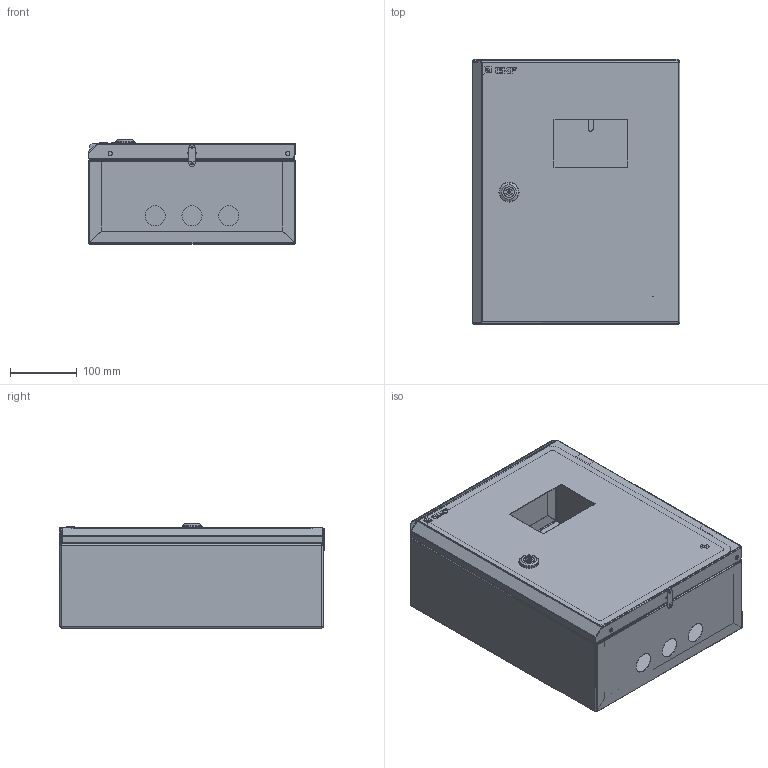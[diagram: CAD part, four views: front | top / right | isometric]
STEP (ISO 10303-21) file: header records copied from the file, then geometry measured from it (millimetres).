
FILE_DESCRIPTION (( 'STEP AP214' ), '1' );
FILE_NAME ('ÙÓ 3-1-0 395õ310õ150iP54 ÌÈ-515.00.00.000 ÑÁ.STEP', '2017-08-29T08:29:52', ( 'Admin' ), ( '' ), 'SwSTEP 2.0', 'SolidWorks 2017', '' );
FILE_SCHEMA (( 'AUTOMOTIVE_DESIGN' ));
Length unit declared in the file: millimetre
Products named in the file (25): Çàìîê áîëüøîé; Êîðïóñ â ñáîðå ÌÈ-515.01.00.000 ÑÁ; ﾌﾈ-515.01.00.002 ﾊ鰀靍裲; ÌÈ-515.01.02.000 Ñòåíêà íèæíÿÿ â ñáîðå; Ïåòëÿ ÙÓ 1_1.01.01.02; Ñòåíêà íèæíÿÿ ÌÈ-515.01.02.001_áâ¥­ª  ¢¥àå­ïï; split pin_din_DIN 94-4x56-C-St; Ñòåíêà âåðõíÿÿ ÌÈ-514.01.00.001; ÌÈ-515.03.00.000 Ïàíåëü â ñáîðå; Ñòåíêà çàäíÿÿ â ñáîðå ÌÈ-515.01.01.000 ÑÁ; cross ph tapping 968_din_Screw DIN 968-ST4.2x13-C-H-N; DIN-ðåéêà; Øïèëüêà Ì6õ12; 眈翴錪 昈-515.03.00.001; Øïèëüêà îáìåäíåííàÿ Ì6õ20; rivet 02_din_DIN 660-5x8-St-A-2; Ñòåíêà çàäíÿÿ ÌÈ-515.01.01.001; hex flange nut_din_Hexagon Flange Nut DIN 6923 - M6 - N; Íàâåñêà íà êîðïóñ ïîä êëåïêó; ÙÓ 3-1-0 395õ310õ150iP54 ÌÈ-515.00.00.000 ÑÁ; Äâåðü â ñáîðå ÌÈ-515.02.00.000 ÑÁ_„¢¥àì á ¢ëá¢®¡®¦¤¥­¨ï¬¨; 呧蜦 3D; ﾄ粢 ﾌﾈ-515.02.00.001; Ïåòëÿ íà äâåðü ï-îáðàçíàÿ; ÓÊ íà äâåðü
Assembly tree (40 placements, depth 4):
  ÙÓ 3-1-0 395õ310õ150iP54 ÌÈ-515.00.00.000 ÑÁ
    Êîðïóñ â ñáîðå ÌÈ-515.01.00.000 ÑÁ
      Ñòåíêà çàäíÿÿ â ñáîðå ÌÈ-515.01.01.000 ÑÁ
        Ñòåíêà çàäíÿÿ ÌÈ-515.01.01.001
        Øïèëüêà îáìåäíåííàÿ Ì6õ20  x4
        Øïèëüêà Ì6õ12
      Ñòåíêà âåðõíÿÿ ÌÈ-514.01.00.001
      ÌÈ-515.01.02.000 Ñòåíêà íèæíÿÿ â ñáîðå
        Ñòåíêà íèæíÿÿ ÌÈ-515.01.02.001_áâ¥­ª  ¢¥àå­ïï
        Ïåòëÿ ÙÓ 1_1.01.01.02
      ﾌﾈ-515.01.00.002 ﾊ鰀靍裲
    Äâåðü â ñáîðå ÌÈ-515.02.00.000 ÑÁ_„¢¥àì á ¢ëá¢®¡®¦¤¥­¨ï¬¨
      Çàìîê áîëüøîé
      ÓÊ íà äâåðü
      Øïèëüêà Ì6õ12
      Ïåòëÿ íà äâåðü ï-îáðàçíàÿ  x2
      ﾄ粢 ﾌﾈ-515.02.00.001
      呧蜦 3D
    Íàâåñêà íà êîðïóñ ïîä êëåïêó  x2
    hex flange nut_din_Hexagon Flange Nut DIN 6923 - M6 - N  x6
    rivet 02_din_DIN 660-5x8-St-A-2  x4
    ÌÈ-515.03.00.000 Ïàíåëü â ñáîðå
      眈翴錪 昈-515.03.00.001
      DIN-ðåéêà
      cross ph tapping 968_din_Screw DIN 968-ST4.2x13-C-H-N  x2
    split pin_din_DIN 94-4x56-C-St  x2
Bounding box: 310 x 396 x 155.3 mm (x, y, z)
Volume: 704036.1 mm3; surface area: 1258537.4 mm2
Topology: 42 solids, 47 shells, 1167 faces, 2674 edges, 1613 vertices
Faces by surface type: plane 627, cylinder 345, cone 90, bspline 53, torus 48, sphere 4
Entity records: 26385 total; most frequent: CARTESIAN_POINT 5283, DIRECTION 4119, ORIENTED_EDGE 3870, EDGE_CURVE 1935, AXIS2_PLACEMENT_3D 1430, VECTOR 1259, LINE 1259, VERTEX_POINT 1184
